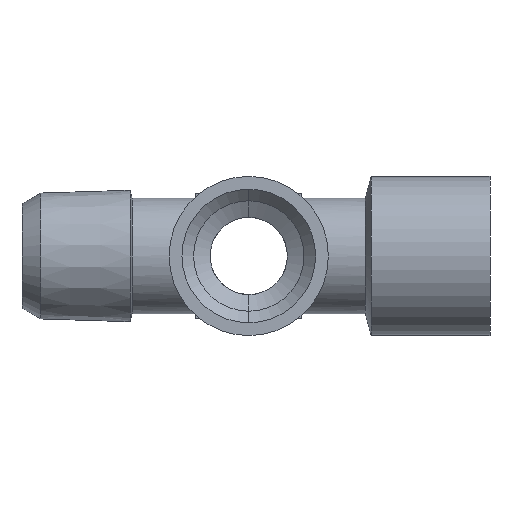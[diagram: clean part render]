
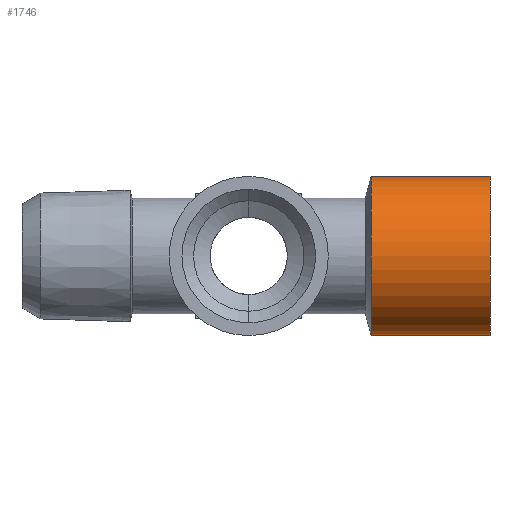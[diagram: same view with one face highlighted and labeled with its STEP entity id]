
A CAD part, left-side view. The second image highlights one B-rep face of the part: STEP entity #1746.
In plain terms, the highlighted cylindrical face has radius 8.25 mm (diameter 16.5 mm), a partial arc.
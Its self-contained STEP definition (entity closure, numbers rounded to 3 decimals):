
#37 = EDGE_LOOP ( 'NONE', ( #248, #1971, #824, #677 ) ) ;
#86 = LINE ( 'NONE', #399, #1972 ) ;
#182 = DIRECTION ( 'NONE',  ( 0., 1., 0. ) ) ;
#220 = DIRECTION ( 'NONE',  ( 0., -1., 0. ) ) ;
#248 = ORIENTED_EDGE ( 'NONE', *, *, #2127, .F. ) ;
#319 = CIRCLE ( 'NONE', #2031, 8.25 ) ;
#327 = FACE_OUTER_BOUND ( 'NONE', #37, .T. ) ;
#385 = VECTOR ( 'NONE', #220, 1000. ) ;
#399 = CARTESIAN_POINT ( 'NONE',  ( -199.871, -17.582, -16.75 ) ) ;
#588 = VERTEX_POINT ( 'NONE', #1811 ) ;
#601 = CARTESIAN_POINT ( 'NONE',  ( -199.871, -17.582, -33.25 ) ) ;
#677 = ORIENTED_EDGE ( 'NONE', *, *, #2381, .T. ) ;
#782 = CARTESIAN_POINT ( 'NONE',  ( -199.871, -17.582, -33.25 ) ) ;
#824 = ORIENTED_EDGE ( 'NONE', *, *, #2159, .T. ) ;
#1092 = CARTESIAN_POINT ( 'NONE',  ( -199.871, -29.89, -33.25 ) ) ;
#1149 = CYLINDRICAL_SURFACE ( 'NONE', #2440, 8.25 ) ;
#1210 = LINE ( 'NONE', #601, #385 ) ;
#1309 = DIRECTION ( 'NONE',  ( 0., 0., -1. ) ) ;
#1312 = VERTEX_POINT ( 'NONE', #1092 ) ;
#1335 = DIRECTION ( 'NONE',  ( 0., -1., 0. ) ) ;
#1451 = DIRECTION ( 'NONE',  ( 0., 0., -1. ) ) ;
#1746 = ADVANCED_FACE ( 'NONE', ( #327 ), #1149, .T. ) ;
#1806 = VERTEX_POINT ( 'NONE', #782 ) ;
#1811 = CARTESIAN_POINT ( 'NONE',  ( -199.871, -29.89, -16.75 ) ) ;
#1876 = VERTEX_POINT ( 'NONE', #2188 ) ;
#1885 = CARTESIAN_POINT ( 'NONE',  ( -199.871, -17.582, -25. ) ) ;
#1938 = EDGE_CURVE ( 'NONE', #1806, #1876, #2344, .T. ) ;
#1971 = ORIENTED_EDGE ( 'NONE', *, *, #1938, .F. ) ;
#1972 = VECTOR ( 'NONE', #2308, 1000. ) ;
#1986 = CARTESIAN_POINT ( 'NONE',  ( -199.871, -29.89, -25. ) ) ;
#2031 = AXIS2_PLACEMENT_3D ( 'NONE', #1986, #182, #1309 ) ;
#2054 = DIRECTION ( 'NONE',  ( 0., 1., 0. ) ) ;
#2097 = DIRECTION ( 'NONE',  ( 0., 0., -1. ) ) ;
#2127 = EDGE_CURVE ( 'NONE', #1876, #588, #86, .T. ) ;
#2159 = EDGE_CURVE ( 'NONE', #1806, #1312, #1210, .T. ) ;
#2188 = CARTESIAN_POINT ( 'NONE',  ( -199.871, -17.582, -16.75 ) ) ;
#2228 = AXIS2_PLACEMENT_3D ( 'NONE', #2424, #2054, #1451 ) ;
#2308 = DIRECTION ( 'NONE',  ( 0., -1., 0. ) ) ;
#2344 = CIRCLE ( 'NONE', #2228, 8.25 ) ;
#2381 = EDGE_CURVE ( 'NONE', #1312, #588, #319, .T. ) ;
#2424 = CARTESIAN_POINT ( 'NONE',  ( -199.871, -17.582, -25. ) ) ;
#2440 = AXIS2_PLACEMENT_3D ( 'NONE', #1885, #1335, #2097 ) ;
